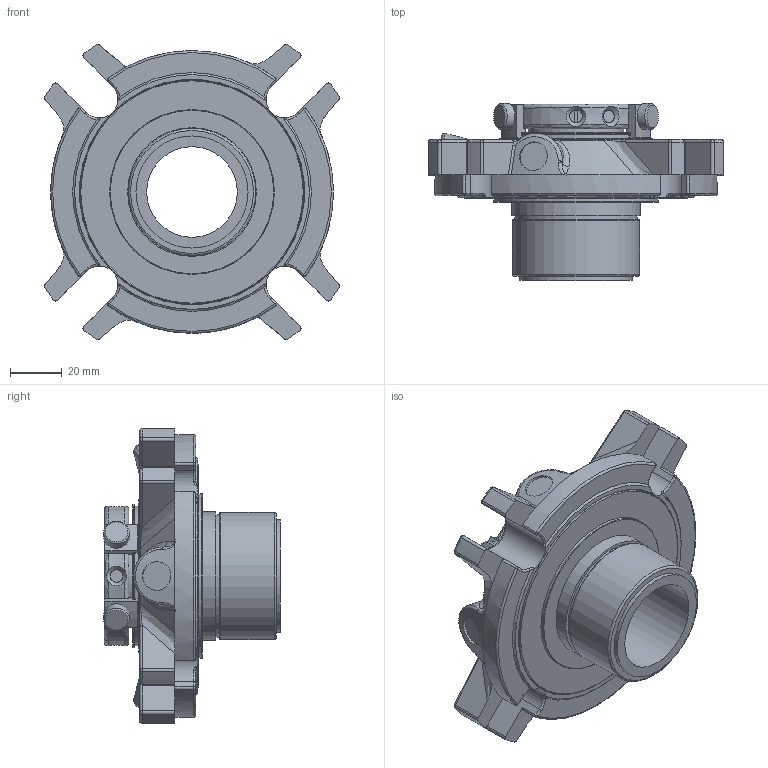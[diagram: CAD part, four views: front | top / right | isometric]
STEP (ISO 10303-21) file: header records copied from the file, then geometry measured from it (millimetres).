
FILE_DESCRIPTION(/* description */ ('Unknown'),/* implementation_level */ '2;1');
FILE_NAME(/* name */ '1.375 CSSN ANSI SEAL ARRANGEMENT',/* time_stamp */ '2023-05-19T12:19:52+01:00',/* author */ ('Unknown'),/* organization */ ('Unknown'),/* preprocessor_version */ 'ST-DEVELOPER v18.102',/* originating_system */ 'Solid Edge',/* authorisation */ 'Unknown');
FILE_SCHEMA (('AUTOMOTIVE_DESIGN {1 0 10303 214 3 1 1}'));
Length unit declared in the file: millimetre
Products named in the file (1): 1.375
Bounding box: 113.77 x 68.2 x 113.77 mm (x, y, z)
Volume: 224263 mm3; surface area: 48552.2 mm2
Topology: 1 solids, 1 shells, 647 faces, 1622 edges, 969 vertices
Faces by surface type: cylinder 213, plane 167, bspline 107, torus 87, sphere 40, cone 33
Full cylindrical faces by diameter (mm): 2.724 x1, 4.917 x2, 5 x3, 6 x4, 10 x4, 10.998 x1, 11.071 x1, 11.159 x1, 34.925 x1, 36.982 x1, 43.18 x1, 47.192 x1, 48.971 x1, 49.606 x1, 53.924 x1, 55.448 x1, 63.5 x1, 85.725 x1, 86.36 x1
Entity records: 24452 total; most frequent: CARTESIAN_POINT 5740, ORIENTED_EDGE 2954, DIRECTION 2951, EDGE_CURVE 1477, AXIS2_PLACEMENT_3D 1233, VERTEX_POINT 919, EDGE_LOOP 736, FACE_BOUND 736
